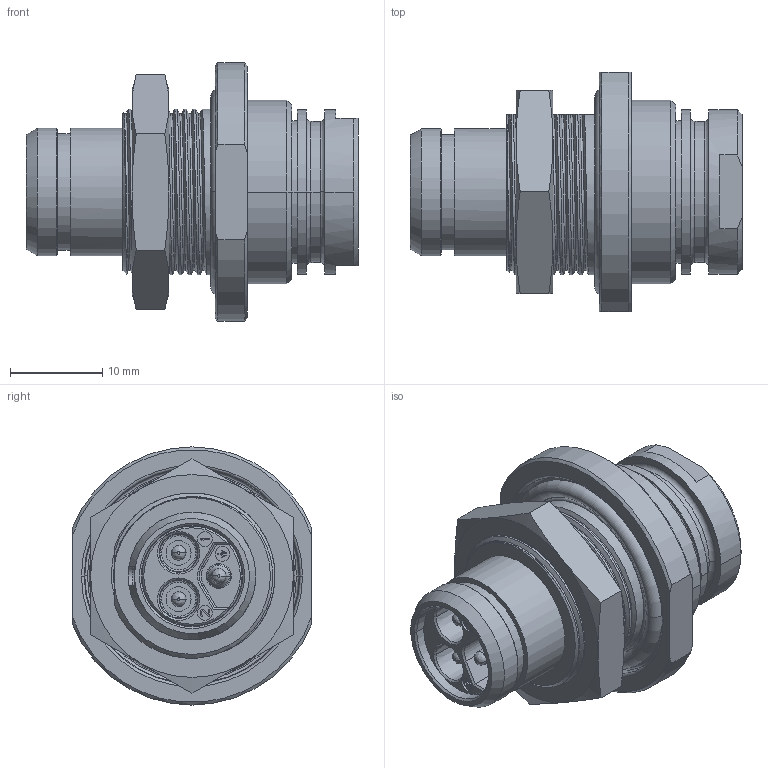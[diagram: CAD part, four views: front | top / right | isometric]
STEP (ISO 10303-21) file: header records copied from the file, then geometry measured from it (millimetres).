
FILE_DESCRIPTION((''),'2;1');
FILE_NAME('1331EVR193MS','2024-07-17T14:25:18',('paultorloting'),('NET AG system integration'),'CREO PARAMETRIC BY PTC INC, 2021404','CREO PARAMETRIC BY PTC INC, 2021404','');
FILE_SCHEMA(('AUTOMOTIVE_DESIGN { 1 0 10303 214 1 1 1 1 }'));
Length unit declared in the file: millimetre
Products named in the file (1): 1331EVR193MS
Bounding box: 36 x 26 x 28 mm (x, y, z)
Volume: 7052.5 mm3; surface area: 10380.6 mm2
Topology: 2 solids, 4 shells, 816 faces, 2148 edges, 1357 vertices
Faces by surface type: plane 358, cylinder 222, cone 123, torus 62, bspline 51
Entity records: 38658 total; most frequent: CARTESIAN_POINT 15580, ORIENTED_EDGE 4288, DIRECTION 4039, EDGE_CURVE 2144, AXIS2_PLACEMENT_3D 1489, VERTEX_POINT 1357, VECTOR 1058, LINE 1058
